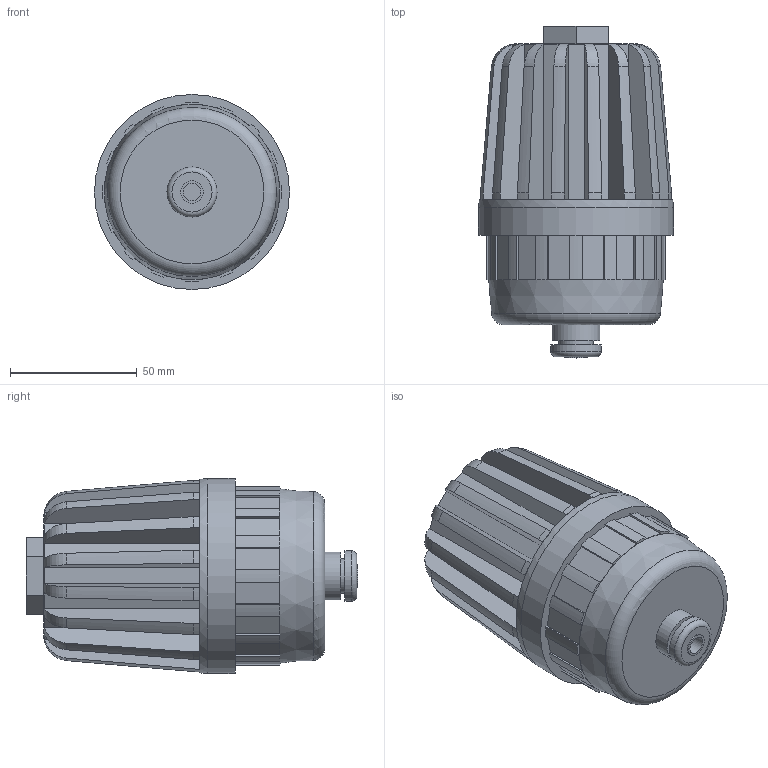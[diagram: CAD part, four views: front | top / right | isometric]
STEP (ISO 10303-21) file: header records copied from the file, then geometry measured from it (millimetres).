
FILE_DESCRIPTION(/* description */ ('STEP AP214'),/* implementation_level */ '2;1');
FILE_NAME(/* name */ '539132_LFU-1_4',/* time_stamp */ '2024-09-04T17:51:22+02:00',/* author */ ('License CC BY-ND 4.0'),/* organization */ ('CADENAS'),/* preprocessor_version */ 'ST-DEVELOPER v19.3',/* originating_system */ 'PARTsolutions',/* authorisation */ ' ');
FILE_SCHEMA (('AUTOMOTIVE_DESIGN {1 0 10303 214 3 1 1}'));
Length unit declared in the file: millimetre
Products named in the file (1): 539132 LFU-1/4
Bounding box: 77 x 131 x 77 mm (x, y, z)
Volume: 368928.7 mm3; surface area: 51489.4 mm2
Topology: 1 solids, 1 shells, 188 faces, 514 edges, 336 vertices
Faces by surface type: plane 129, cylinder 38, cone 18, torus 3
Full cylindrical faces by diameter (mm): 7 x1, 9 x1, 11.445 x1, 13.5 x1, 18.9 x1, 19.8 x1, 77 x1
Entity records: 5898 total; most frequent: CARTESIAN_POINT 1068, DIRECTION 1006, ORIENTED_EDGE 996, EDGE_CURVE 498, LINE 336, VECTOR 336, AXIS2_PLACEMENT_3D 335, VERTEX_POINT 333
